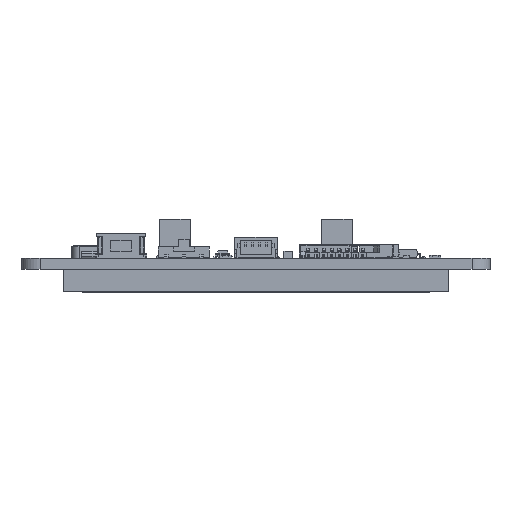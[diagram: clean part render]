
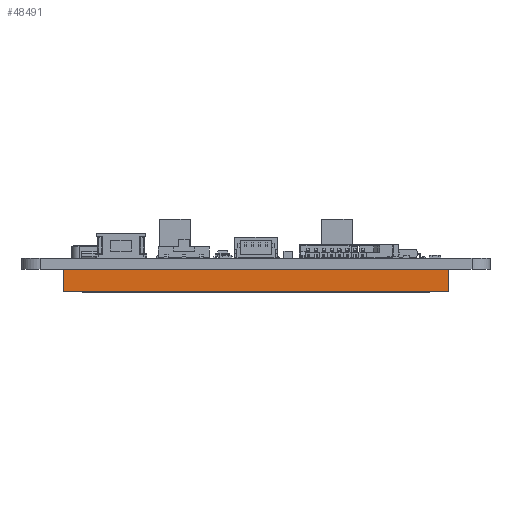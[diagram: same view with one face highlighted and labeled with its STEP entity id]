
A CAD part, front view. The second image highlights one B-rep face of the part: STEP entity #48491.
In plain terms, the highlighted planar face has unit normal (0, -1, 0).
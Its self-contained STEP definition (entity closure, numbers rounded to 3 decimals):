
#665=PLANE('',#51578);
#2983=FACE_OUTER_BOUND('',#5802,.T.);
#5802=EDGE_LOOP('',(#33548,#33549,#33550,#33551));
#8744=LINE('',#68886,#14815);
#8748=LINE('',#68893,#14819);
#8751=LINE('',#68900,#14822);
#8753=LINE('',#68903,#14824);
#14815=VECTOR('',#55585,10.);
#14819=VECTOR('',#55591,10.);
#14822=VECTOR('',#55598,10.);
#14824=VECTOR('',#55602,10.);
#21769=VERTEX_POINT('',#68883);
#21770=VERTEX_POINT('',#68885);
#21772=VERTEX_POINT('',#68891);
#21774=VERTEX_POINT('',#68899);
#26311=EDGE_CURVE('',#21770,#21769,#8744,.T.);
#26315=EDGE_CURVE('',#21772,#21769,#8748,.T.);
#26318=EDGE_CURVE('',#21774,#21770,#8751,.T.);
#26320=EDGE_CURVE('',#21772,#21774,#8753,.T.);
#33548=ORIENTED_EDGE('',*,*,#26311,.T.);
#33549=ORIENTED_EDGE('',*,*,#26315,.F.);
#33550=ORIENTED_EDGE('',*,*,#26320,.T.);
#33551=ORIENTED_EDGE('',*,*,#26318,.T.);
#48491=ADVANCED_FACE('',(#2983),#665,.T.);
#51578=AXIS2_PLACEMENT_3D('',#68902,#55600,#55601);
#55585=DIRECTION('',(-1.,0.,0.));
#55591=DIRECTION('',(0.,0.,1.));
#55598=DIRECTION('',(0.,0.,1.));
#55600=DIRECTION('center_axis',(0.,-1.,0.));
#55601=DIRECTION('ref_axis',(1.,0.,0.));
#55602=DIRECTION('',(1.,0.,0.));
#68883=CARTESIAN_POINT('',(-27.17,-32.5,3.2));
#68885=CARTESIAN_POINT('',(27.17,-32.5,3.2));
#68886=CARTESIAN_POINT('',(-13.585,-32.5,3.2));
#68891=CARTESIAN_POINT('',(-27.17,-32.5,0.));
#68893=CARTESIAN_POINT('',(-27.17,-32.5,0.));
#68899=CARTESIAN_POINT('',(27.17,-32.5,0.));
#68900=CARTESIAN_POINT('',(27.17,-32.5,0.));
#68902=CARTESIAN_POINT('Origin',(-27.17,-32.5,0.));
#68903=CARTESIAN_POINT('',(-27.17,-32.5,0.));
